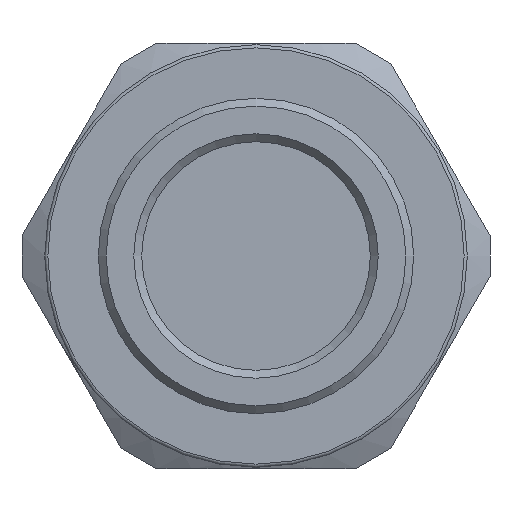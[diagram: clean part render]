
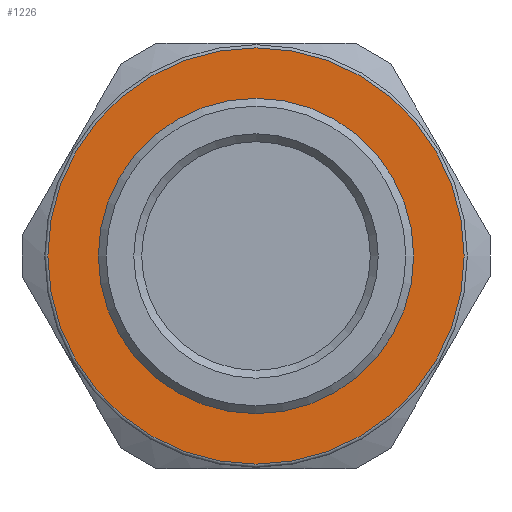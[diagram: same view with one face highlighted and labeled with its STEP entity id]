
A CAD part, front view. The second image highlights one B-rep face of the part: STEP entity #1226.
In plain terms, the highlighted planar face has unit normal (0, -1, 0).
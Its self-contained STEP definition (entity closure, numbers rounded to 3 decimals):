
#57=FACE_BOUND('',#411,.T.);
#330=FACE_OUTER_BOUND('',#410,.T.);
#410=EDGE_LOOP('',(#909));
#411=EDGE_LOOP('',(#910));
#486=CIRCLE('',#1344,9.);
#487=CIRCLE('',#1346,13.2);
#576=VERTEX_POINT('',#1964);
#577=VERTEX_POINT('',#1968);
#705=EDGE_CURVE('',#576,#576,#486,.T.);
#707=EDGE_CURVE('',#577,#577,#487,.T.);
#909=ORIENTED_EDGE('',*,*,#707,.F.);
#910=ORIENTED_EDGE('',*,*,#705,.T.);
#1177=PLANE('',#1345);
#1226=ADVANCED_FACE('',(#330,#57),#1177,.T.);
#1344=AXIS2_PLACEMENT_3D('',#1965,#1544,#1545);
#1345=AXIS2_PLACEMENT_3D('',#1967,#1547,#1548);
#1346=AXIS2_PLACEMENT_3D('',#1969,#1549,#1550);
#1544=DIRECTION('center_axis',(0.,1.,0.));
#1545=DIRECTION('ref_axis',(1.,0.,0.));
#1547=DIRECTION('center_axis',(0.,-1.,0.));
#1548=DIRECTION('ref_axis',(0.,0.,-1.));
#1549=DIRECTION('center_axis',(0.,1.,0.));
#1550=DIRECTION('ref_axis',(1.,0.,0.));
#1964=CARTESIAN_POINT('',(18.486,16.675,0.));
#1965=CARTESIAN_POINT('Origin',(9.486,16.675,0.));
#1967=CARTESIAN_POINT('Origin',(-3.714,16.675,0.));
#1968=CARTESIAN_POINT('',(9.486,16.675,-13.2));
#1969=CARTESIAN_POINT('Origin',(9.486,16.675,0.));
